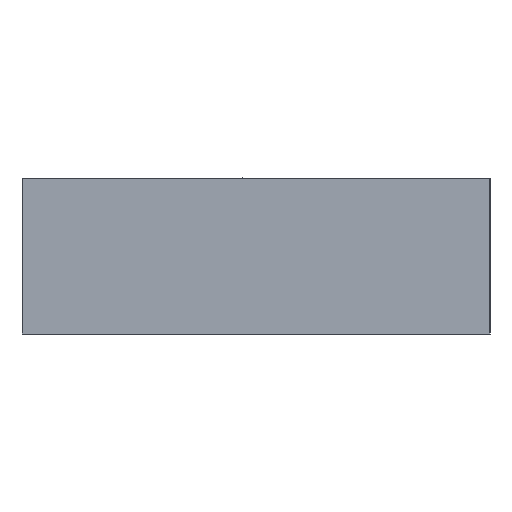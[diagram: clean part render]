
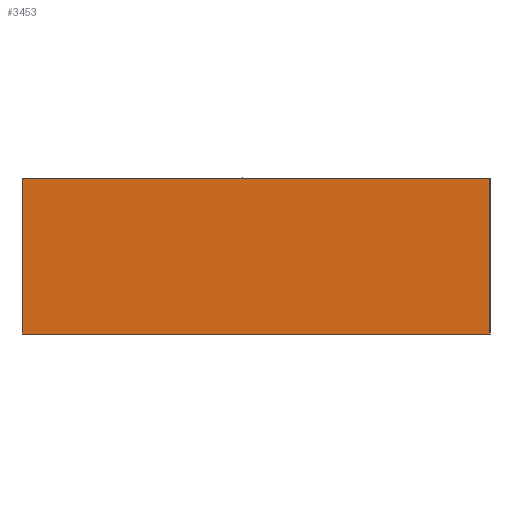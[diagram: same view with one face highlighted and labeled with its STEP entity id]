
A CAD part, left-side view. The second image highlights one B-rep face of the part: STEP entity #3453.
In plain terms, the highlighted planar face has unit normal (-1, 0, 0).
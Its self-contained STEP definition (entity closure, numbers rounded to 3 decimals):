
#213 = CARTESIAN_POINT ( 'NONE',  ( 0., 0., 1. ) ) ;
#242 = EDGE_LOOP ( 'NONE', ( #3428, #3410, #1889, #3110 ) ) ;
#261 = DIRECTION ( 'NONE',  ( 0., 0., -1. ) ) ;
#263 = EDGE_CURVE ( 'NONE', #4756, #2522, #2137, .T. ) ;
#376 = VECTOR ( 'NONE', #4440, 1000. ) ;
#400 = VECTOR ( 'NONE', #261, 1000. ) ;
#443 = FACE_OUTER_BOUND ( 'NONE', #242, .T. ) ;
#473 = PLANE ( 'NONE',  #3821 ) ;
#804 = CARTESIAN_POINT ( 'NONE',  ( 0., 0., 0. ) ) ;
#1030 = EDGE_CURVE ( 'NONE', #3875, #5647, #1039, .T. ) ;
#1039 = LINE ( 'NONE', #1576, #1924 ) ;
#1325 = EDGE_CURVE ( 'NONE', #4756, #3875, #5607, .T. ) ;
#1576 = CARTESIAN_POINT ( 'NONE',  ( 0., 0., 1. ) ) ;
#1815 = EDGE_CURVE ( 'NONE', #2522, #5647, #5328, .T. ) ;
#1889 = ORIENTED_EDGE ( 'NONE', *, *, #1325, .F. ) ;
#1924 = VECTOR ( 'NONE', #2003, 1000. ) ;
#2003 = DIRECTION ( 'NONE',  ( 0., 0., -1. ) ) ;
#2137 = LINE ( 'NONE', #5335, #400 ) ;
#2316 = DIRECTION ( 'NONE',  ( 0., 1., 0. ) ) ;
#2522 = VERTEX_POINT ( 'NONE', #3247 ) ;
#2547 = CARTESIAN_POINT ( 'NONE',  ( 0., 0., 1. ) ) ;
#2823 = CARTESIAN_POINT ( 'NONE',  ( 0., 0., 0. ) ) ;
#3110 = ORIENTED_EDGE ( 'NONE', *, *, #263, .T. ) ;
#3216 = DIRECTION ( 'NONE',  ( 1., 0., 0. ) ) ;
#3247 = CARTESIAN_POINT ( 'NONE',  ( 0., 3., 0. ) ) ;
#3410 = ORIENTED_EDGE ( 'NONE', *, *, #1030, .F. ) ;
#3426 = DIRECTION ( 'NONE',  ( 0., -1., 0. ) ) ;
#3428 = ORIENTED_EDGE ( 'NONE', *, *, #1815, .T. ) ;
#3453 = ADVANCED_FACE ( 'NONE', ( #443 ), #473, .F. ) ;
#3650 = VECTOR ( 'NONE', #3426, 1000. ) ;
#3821 = AXIS2_PLACEMENT_3D ( 'NONE', #4143, #3216, #2316 ) ;
#3875 = VERTEX_POINT ( 'NONE', #2547 ) ;
#4143 = CARTESIAN_POINT ( 'NONE',  ( 0., 0., 1. ) ) ;
#4327 = CARTESIAN_POINT ( 'NONE',  ( 0., 3., 1. ) ) ;
#4440 = DIRECTION ( 'NONE',  ( 0., -1., 0. ) ) ;
#4756 = VERTEX_POINT ( 'NONE', #4327 ) ;
#5328 = LINE ( 'NONE', #804, #376 ) ;
#5335 = CARTESIAN_POINT ( 'NONE',  ( 0., 3., 1. ) ) ;
#5607 = LINE ( 'NONE', #213, #3650 ) ;
#5647 = VERTEX_POINT ( 'NONE', #2823 ) ;
